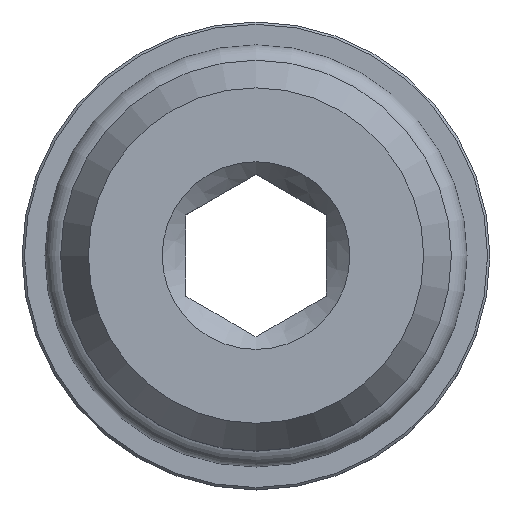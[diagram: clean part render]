
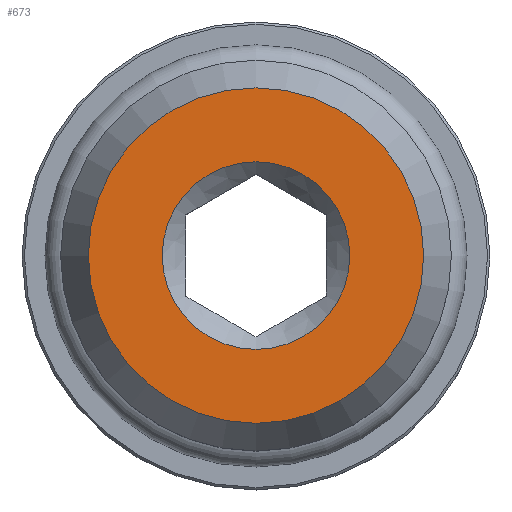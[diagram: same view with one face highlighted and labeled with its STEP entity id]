
A CAD part, top view. The second image highlights one B-rep face of the part: STEP entity #673.
In plain terms, the highlighted planar face has unit normal (0, 0, 1).
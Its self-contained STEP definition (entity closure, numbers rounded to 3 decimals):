
#31=CIRCLE('',#713,4.);
#32=CIRCLE('',#715,7.15);
#106=ORIENTED_EDGE('',*,*,#186,.F.);
#107=ORIENTED_EDGE('',*,*,#185,.T.);
#185=EDGE_CURVE('',#225,#225,#31,.T.);
#186=EDGE_CURVE('',#226,#226,#32,.T.);
#225=VERTEX_POINT('',#976);
#226=VERTEX_POINT('',#979);
#285=EDGE_LOOP('',(#106));
#286=EDGE_LOOP('',(#107));
#349=FACE_BOUND('',#285,.T.);
#350=FACE_BOUND('',#286,.T.);
#411=PLANE('',#714);
#673=ADVANCED_FACE('',(#349,#350),#411,.F.);
#713=AXIS2_PLACEMENT_3D('',#975,#797,#798);
#714=AXIS2_PLACEMENT_3D('',#977,#799,#800);
#715=AXIS2_PLACEMENT_3D('',#978,#801,#802);
#797=DIRECTION('',(0.,0.,-1.));
#798=DIRECTION('',(0.,1.,0.));
#799=DIRECTION('',(0.,0.,-1.));
#800=DIRECTION('',(0.,1.,0.));
#801=DIRECTION('',(0.,0.,-1.));
#802=DIRECTION('',(0.,1.,0.));
#975=CARTESIAN_POINT('',(0.,0.,0.));
#976=CARTESIAN_POINT('',(0.,4.,0.));
#977=CARTESIAN_POINT('',(0.,4.,0.));
#978=CARTESIAN_POINT('',(0.,0.,0.));
#979=CARTESIAN_POINT('',(0.,7.15,0.));
